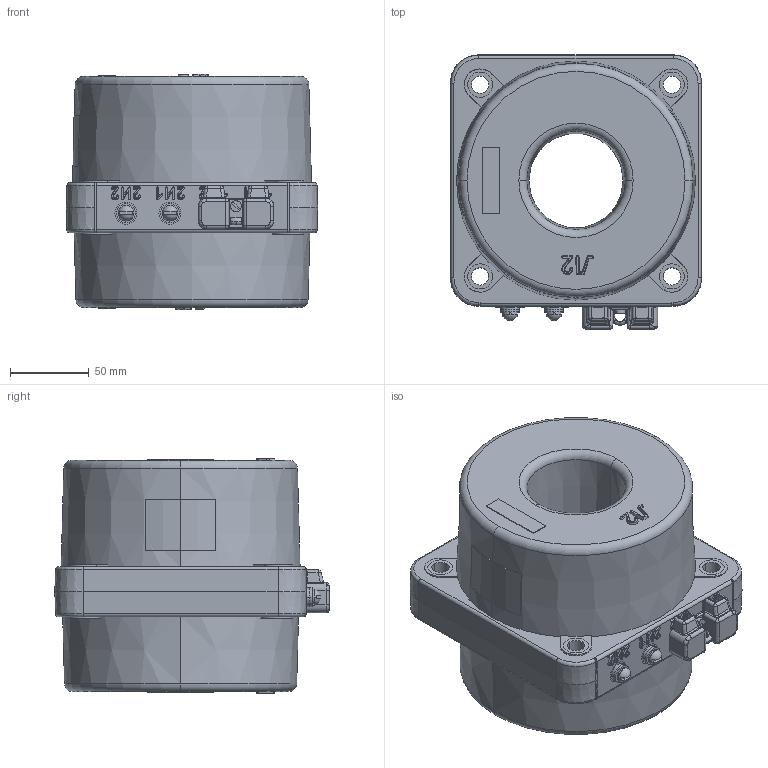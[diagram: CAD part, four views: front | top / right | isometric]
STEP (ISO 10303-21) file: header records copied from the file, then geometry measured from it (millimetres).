
FILE_DESCRIPTION (( 'STEP AP203' ), '1' );
FILE_NAME ('ÒØË-0,66-VI.STEP', '2018-01-31T07:58:56', ( '' ), ( '' ), 'SwSTEP 2.0', 'SolidWorks 2010', '' );
FILE_SCHEMA (( 'CONFIG_CONTROL_DESIGN' ));
Length unit declared in the file: millimetre
Products named in the file (1): ﾒﾘﾋ-0,66-VI
Bounding box: 160 x 174.5 x 150 mm (x, y, z)
Surface area: 156419.1 mm2 (no closed solid volume)
Topology: 0 solids, 22 shells, 447 faces, 1301 edges, 873 vertices
Faces by surface type: plane 174, cone 107, cylinder 78, bspline 59, torus 16, sphere 13
Entity records: 16535 total; most frequent: CARTESIAN_POINT 5082, DIRECTION 2358, ORIENTED_EDGE 2281, EDGE_CURVE 1297, AXIS2_PLACEMENT_3D 882, VERTEX_POINT 873, LINE 594, VECTOR 594
